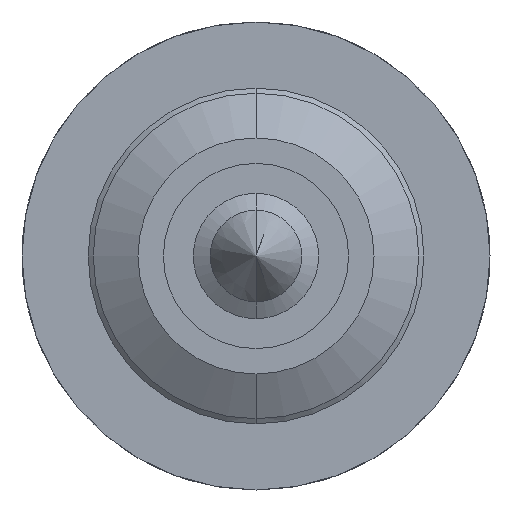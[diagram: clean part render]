
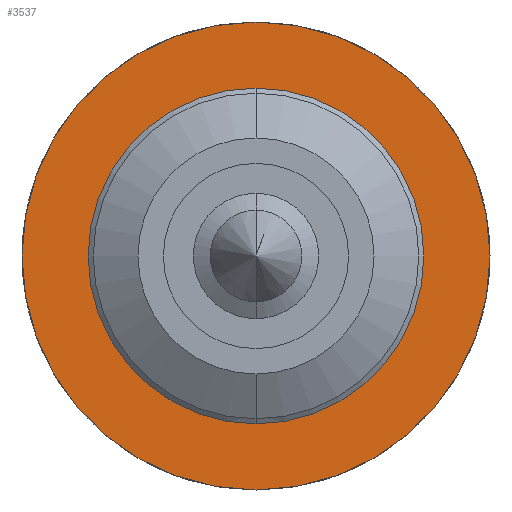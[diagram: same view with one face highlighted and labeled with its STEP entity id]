
A CAD part, front view. The second image highlights one B-rep face of the part: STEP entity #3537.
In plain terms, the highlighted planar face has unit normal (0, -1, 0).
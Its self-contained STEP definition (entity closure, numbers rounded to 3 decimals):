
#4 = FACE_BOUND ( 'NONE', #3874, .T. ) ;
#30 = EDGE_CURVE ( 'NONE', #1576, #3493, #478, .T. ) ;
#73 = DIRECTION ( 'NONE',  ( 0., 1., 0. ) ) ;
#86 = DIRECTION ( 'NONE',  ( 0., 0., 1. ) ) ;
#130 = PLANE ( 'NONE',  #1262 ) ;
#138 = DIRECTION ( 'NONE',  ( 0., 1., 0. ) ) ;
#164 = DIRECTION ( 'NONE',  ( 0., 1., 0. ) ) ;
#451 = FACE_OUTER_BOUND ( 'NONE', #1862, .T. ) ;
#478 = CIRCLE ( 'NONE', #3060, 0.825 ) ;
#751 = CARTESIAN_POINT ( 'NONE',  ( 0., -2., 0. ) ) ;
#1262 = AXIS2_PLACEMENT_3D ( 'NONE', #2596, #1401, #2911 ) ;
#1266 = CIRCLE ( 'NONE', #2675, 1.15 ) ;
#1334 = CARTESIAN_POINT ( 'NONE',  ( 0., -2., 0. ) ) ;
#1401 = DIRECTION ( 'NONE',  ( 0., 1., 0. ) ) ;
#1576 = VERTEX_POINT ( 'NONE', #2456 ) ;
#1666 = CARTESIAN_POINT ( 'NONE',  ( 0., -2., 0.825 ) ) ;
#1831 = CIRCLE ( 'NONE', #2839, 0.825 ) ;
#1862 = EDGE_LOOP ( 'NONE', ( #3724, #3056 ) ) ;
#1931 = DIRECTION ( 'NONE',  ( 0., 0., 1. ) ) ;
#1965 = CARTESIAN_POINT ( 'NONE',  ( 0., -2., 0. ) ) ;
#1971 = EDGE_CURVE ( 'NONE', #2141, #2862, #3400, .T. ) ;
#2141 = VERTEX_POINT ( 'NONE', #2404 ) ;
#2183 = DIRECTION ( 'NONE',  ( 0., 0., 1. ) ) ;
#2404 = CARTESIAN_POINT ( 'NONE',  ( 0., -2., 1.15 ) ) ;
#2456 = CARTESIAN_POINT ( 'NONE',  ( 0., -2., -0.825 ) ) ;
#2596 = CARTESIAN_POINT ( 'NONE',  ( 1.15, -2., 0. ) ) ;
#2675 = AXIS2_PLACEMENT_3D ( 'NONE', #1965, #138, #1931 ) ;
#2839 = AXIS2_PLACEMENT_3D ( 'NONE', #3074, #3697, #2183 ) ;
#2862 = VERTEX_POINT ( 'NONE', #3428 ) ;
#2911 = DIRECTION ( 'NONE',  ( 0., 0., 1. ) ) ;
#2936 = ORIENTED_EDGE ( 'NONE', *, *, #30, .T. ) ;
#3056 = ORIENTED_EDGE ( 'NONE', *, *, #3085, .F. ) ;
#3060 = AXIS2_PLACEMENT_3D ( 'NONE', #1334, #73, #86 ) ;
#3074 = CARTESIAN_POINT ( 'NONE',  ( 0., -2., 0. ) ) ;
#3085 = EDGE_CURVE ( 'NONE', #2862, #2141, #1266, .T. ) ;
#3260 = DIRECTION ( 'NONE',  ( 0., 0., 1. ) ) ;
#3400 = CIRCLE ( 'NONE', #3937, 1.15 ) ;
#3428 = CARTESIAN_POINT ( 'NONE',  ( 0., -2., -1.15 ) ) ;
#3493 = VERTEX_POINT ( 'NONE', #1666 ) ;
#3537 = ADVANCED_FACE ( 'NONE', ( #451, #4 ), #130, .F. ) ;
#3609 = ORIENTED_EDGE ( 'NONE', *, *, #3979, .T. ) ;
#3697 = DIRECTION ( 'NONE',  ( 0., 1., 0. ) ) ;
#3724 = ORIENTED_EDGE ( 'NONE', *, *, #1971, .F. ) ;
#3874 = EDGE_LOOP ( 'NONE', ( #3609, #2936 ) ) ;
#3937 = AXIS2_PLACEMENT_3D ( 'NONE', #751, #164, #3260 ) ;
#3979 = EDGE_CURVE ( 'NONE', #3493, #1576, #1831, .T. ) ;
